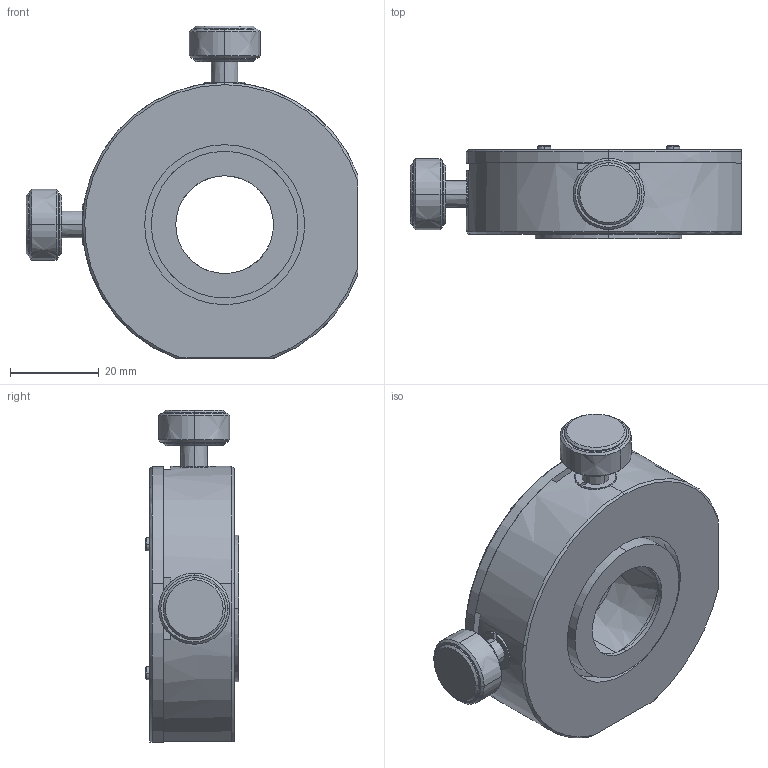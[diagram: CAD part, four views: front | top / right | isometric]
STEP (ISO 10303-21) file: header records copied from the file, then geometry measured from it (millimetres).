
FILE_DESCRIPTION (( 'STEP AP203' ), '1' );
FILE_NAME ('Web Model 62956_62956.step', '2021-05-04T16:27:34', ( '' ), ( '' ), 'SwSTEP 2.0', 'SolidWorks 2018', '' );
FILE_SCHEMA (( 'CONFIG_CONTROL_DESIGN' ));
Length unit declared in the file: millimetre
Products named in the file (1): Web Model 62956_62956
Bounding box: 74.7 x 21 x 74.7 mm (x, y, z)
Surface area: 33847.1 mm2 (no closed solid volume)
Topology: 0 solids, 29 shells, 1276 faces, 2984 edges, 1771 vertices
Faces by surface type: bspline 1276
Entity records: 138245 total; most frequent: CARTESIAN_POINT 113351, ORIENTED_EDGE 5932, DIRECTION 4143, EDGE_CURVE 2976, VERTEX_POINT 1771, AXIS2_PLACEMENT_3D 1472, CIRCLE 1471, EDGE_LOOP 1343
